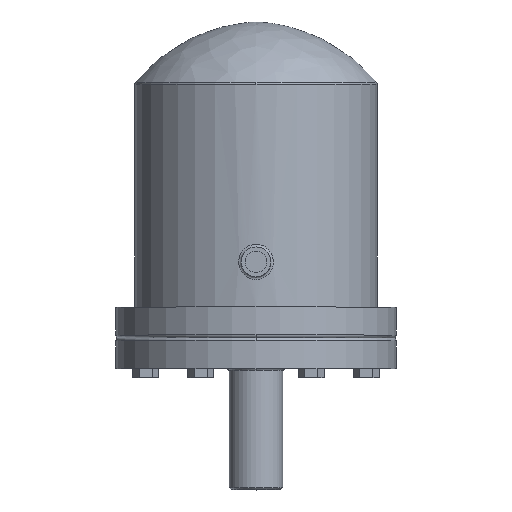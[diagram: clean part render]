
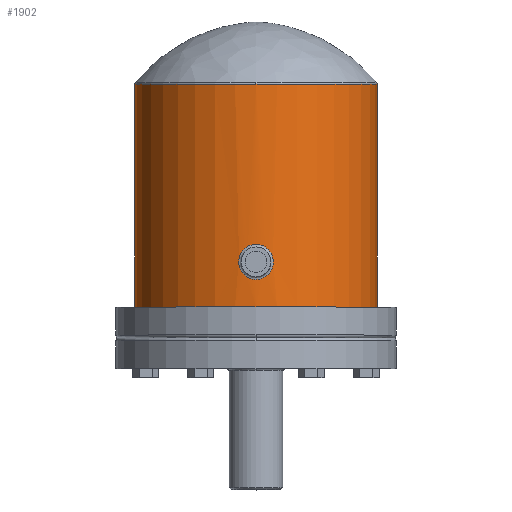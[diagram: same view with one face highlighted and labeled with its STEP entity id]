
A CAD part, top view. The second image highlights one B-rep face of the part: STEP entity #1902.
In plain terms, the highlighted cylindrical face has radius 136.525 mm (diameter 273.05 mm), a partial arc.
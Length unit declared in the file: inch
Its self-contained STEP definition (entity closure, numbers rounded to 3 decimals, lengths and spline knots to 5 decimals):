
#336=CARTESIAN_POINT('',(-5.375,17.98587,-3.5));
#337=VERTEX_POINT('',#336);
#345=CARTESIAN_POINT('',(0.,17.98587,1.875));
#346=VERTEX_POINT('',#345);
#347=CARTESIAN_POINT('',(0.,17.98587,-3.5));
#348=DIRECTION('',(0.0,1.0,0.0));
#349=DIRECTION('',(-1.0,0.0,0.0));
#350=AXIS2_PLACEMENT_3D('',#347,#348,#349);
#351=CIRCLE('',#350,5.375);
#352=EDGE_CURVE('',#337,#346,#351,.T.);
#487=CARTESIAN_POINT('',(5.375,8.1,-3.5));
#488=VERTEX_POINT('',#487);
#489=CARTESIAN_POINT('',(5.375,17.98587,-3.5));
#490=VERTEX_POINT('',#489);
#491=CARTESIAN_POINT('',(5.375,8.1,-3.5));
#492=DIRECTION('',(0.0,1.0,0.0));
#493=VECTOR('',#492,9.88587);
#494=LINE('',#491,#493);
#495=EDGE_CURVE('',#488,#490,#494,.T.);
#497=CARTESIAN_POINT('',(-5.375,8.1,-3.5));
#498=VERTEX_POINT('',#497);
#506=CARTESIAN_POINT('',(-5.375,8.1,-3.5));
#507=DIRECTION('',(0.0,1.0,0.0));
#508=VECTOR('',#507,9.88587);
#509=LINE('',#506,#508);
#510=EDGE_CURVE('',#498,#337,#509,.T.);
#1853=CARTESIAN_POINT('',(0.0,18.48016,-3.5));
#1854=DIRECTION('',(0.0,-1.0,0.0));
#1855=DIRECTION('',(1.0,0.0,0.0));
#1856=AXIS2_PLACEMENT_3D('',#1853,#1854,#1855);
#1857=CYLINDRICAL_SURFACE('',#1856,5.375);
#1858=ORIENTED_EDGE('',*,*,#495,.T.);
#1859=CARTESIAN_POINT('',(0.,17.98587,-3.5));
#1860=DIRECTION('',(0.0,1.0,0.0));
#1861=DIRECTION('',(-1.0,0.0,0.0));
#1862=AXIS2_PLACEMENT_3D('',#1859,#1860,#1861);
#1863=CIRCLE('',#1862,5.375);
#1864=EDGE_CURVE('',#346,#490,#1863,.T.);
#1865=ORIENTED_EDGE('',*,*,#1864,.F.);
#1866=ORIENTED_EDGE('',*,*,#352,.F.);
#1867=ORIENTED_EDGE('',*,*,#510,.F.);
#1868=CARTESIAN_POINT('',(0.0,8.1,-3.5));
#1869=DIRECTION('',(0.0,-1.0,0.0));
#1870=DIRECTION('',(1.0,0.0,0.0));
#1871=AXIS2_PLACEMENT_3D('',#1868,#1869,#1870);
#1872=CIRCLE('',#1871,5.375);
#1873=EDGE_CURVE('',#488,#498,#1872,.T.);
#1874=ORIENTED_EDGE('',*,*,#1873,.F.);
#1875=EDGE_LOOP('',(#1858,#1865,#1866,#1867,#1874));
#1876=FACE_OUTER_BOUND('',#1875,.T.);
#1877=CARTESIAN_POINT('',(0.76472,10.1,1.82032));
#1878=VERTEX_POINT('',#1877);
#1879=CARTESIAN_POINT('',(0.76471,10.10016,1.82031));
#1880=CARTESIAN_POINT('',(0.76467,10.21671,1.82031));
#1881=CARTESIAN_POINT('',(0.71319,10.44963,1.82812));
#1882=CARTESIAN_POINT('',(0.49378,10.73195,1.85463));
#1883=CARTESIAN_POINT('',(0.1779,10.88852,1.87581));
#1884=CARTESIAN_POINT('',(-0.17574,10.88912,1.87581));
#1885=CARTESIAN_POINT('',(-0.49206,10.73306,1.85488));
#1886=CARTESIAN_POINT('',(-0.73696,10.42114,1.82508));
#1887=CARTESIAN_POINT('',(-0.79073,10.05785,1.81637));
#1888=CARTESIAN_POINT('',(-0.6769,9.67958,1.83298));
#1889=CARTESIAN_POINT('',(-0.46071,9.44138,1.85822));
#1890=CARTESIAN_POINT('',(-0.13742,9.31122,1.87585));
#1891=CARTESIAN_POINT('',(0.17581,9.31101,1.87585));
#1892=CARTESIAN_POINT('',(0.49309,9.46724,1.85469));
#1893=CARTESIAN_POINT('',(0.67577,9.70197,1.83268));
#1894=CARTESIAN_POINT('',(0.75164,9.92382,1.82223));
#1895=CARTESIAN_POINT('',(0.76471,10.04177,1.82031));
#1896=CARTESIAN_POINT('',(0.76471,10.1,1.82031));
#1897=B_SPLINE_CURVE_WITH_KNOTS('',3,(#1879,#1880,#1881,#1882,#1883,#1884,#1885,#1886,#1887,#1888,#1889,#1890,#1891,#1892,#1893,#1894,#1895,#1896),.UNSPECIFIED.,.F.,.U.,(4,1,1,1,1,1,1,1,1,1,1,1,1,1,1,4),(0.0,0.07143,0.14286,0.21429,0.28572,0.35715,0.42859,0.52383,0.57145,0.66669,0.71431,0.78574,0.85717,0.9286,0.96432,1.0),.UNSPECIFIED.);
#1898=EDGE_CURVE('',#1878,#1878,#1897,.T.);
#1899=ORIENTED_EDGE('',*,*,#1898,.F.);
#1900=EDGE_LOOP('',(#1899));
#1901=FACE_BOUND('',#1900,.T.);
#1902=ADVANCED_FACE('',(#1876,#1901),#1857,.T.);
